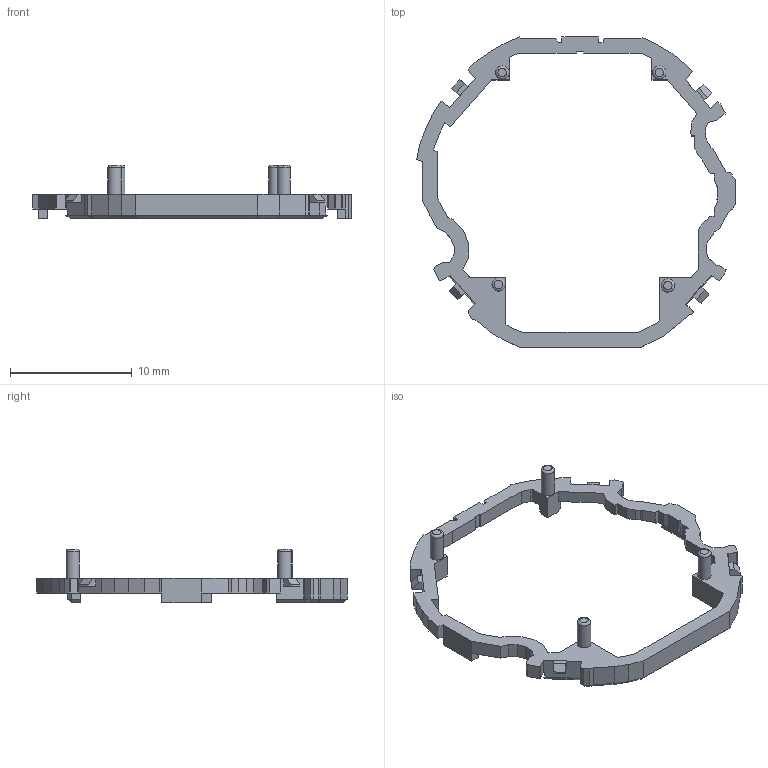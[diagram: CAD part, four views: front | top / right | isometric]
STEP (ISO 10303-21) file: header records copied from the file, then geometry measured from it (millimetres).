
FILE_DESCRIPTION(/* description */ (''),/* implementation_level */ '2;1');
FILE_NAME(/* name */ 'F91-Movement_holder.step',/* time_stamp */ '2022-07-31T15:09:40-07:00',/* author */ (''),/* organization */ (''),/* preprocessor_version */ 'ST-DEVELOPER v19',/* originating_system */ 'Autodesk Translation Framework v11.7.0.108',/* authorisation */ '');
FILE_SCHEMA (('AUTOMOTIVE_DESIGN { 1 0 10303 214 3 1 1 }'));
Length unit declared in the file: millimetre
Products named in the file (1): Movement_holder
Bounding box: 26.18 x 25.47 x 4.4 mm (x, y, z)
Volume: 188.5 mm3; surface area: 555.5 mm2
Topology: 1 solids, 1 shells, 263 faces, 737 edges, 482 vertices
Faces by surface type: plane 255, cylinder 4, torus 4
Full cylindrical faces by diameter (mm): 1.1 x4
Entity records: 8536 total; most frequent: CARTESIAN_POINT 1483, ORIENTED_EDGE 1474, DIRECTION 1281, EDGE_CURVE 737, LINE 721, VECTOR 721, VERTEX_POINT 482, AXIS2_PLACEMENT_3D 280
